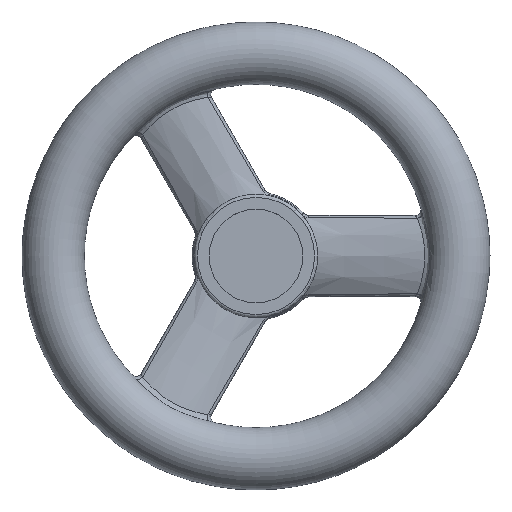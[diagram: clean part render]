
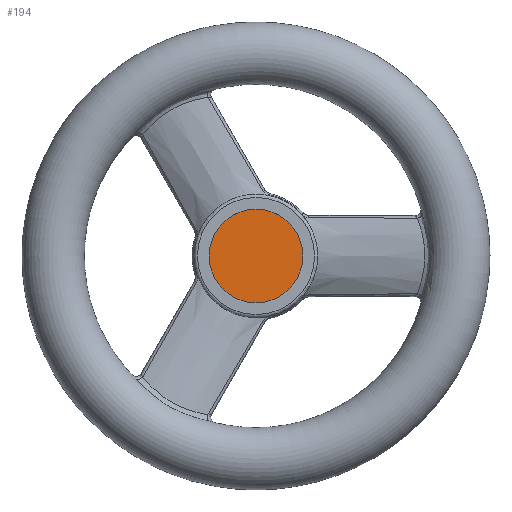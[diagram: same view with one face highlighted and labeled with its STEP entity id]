
A CAD part, top view. The second image highlights one B-rep face of the part: STEP entity #194.
In plain terms, the highlighted planar face has unit normal (0, 0, 1).
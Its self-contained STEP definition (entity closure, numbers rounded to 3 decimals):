
#194 = ADVANCED_FACE( '', ( #452 ), #453, .T. );
#452 = FACE_OUTER_BOUND( '', #6853, .T. );
#453 = PLANE( '', #6854 );
#6853 = EDGE_LOOP( '', ( #7626 ) );
#6854 = AXIS2_PLACEMENT_3D( '', #7627, #7628, #7629 );
#7626 = ORIENTED_EDGE( '', *, *, #7977, .T. );
#7627 = CARTESIAN_POINT( '', ( 0., 0., 36.8 ) );
#7628 = DIRECTION( '', ( 0., 0., 1. ) );
#7629 = DIRECTION( '', ( 1., 0., 0. ) );
#7977 = EDGE_CURVE( '', #8500, #8500, #8501, .T. );
#8500 = VERTEX_POINT( '', #12948 );
#8501 = CIRCLE( '', #12949, 15. );
#12948 = CARTESIAN_POINT( '', ( 0., -15., 36.8 ) );
#12949 = AXIS2_PLACEMENT_3D( '', #13200, #13201, #13202 );
#13200 = CARTESIAN_POINT( '', ( 0., 0., 36.8 ) );
#13201 = DIRECTION( '', ( 0., 0., 1. ) );
#13202 = DIRECTION( '', ( 0., -1., 0. ) );
